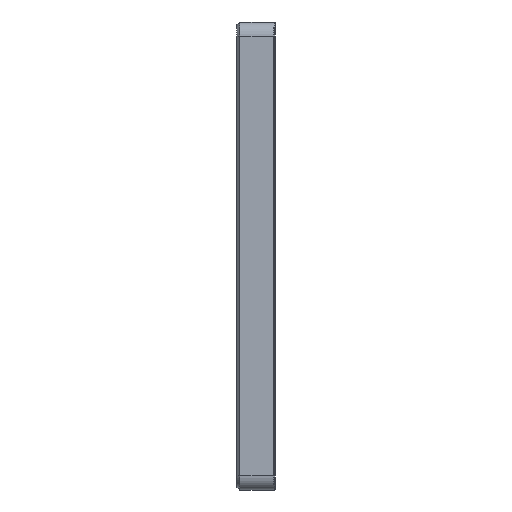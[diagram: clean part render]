
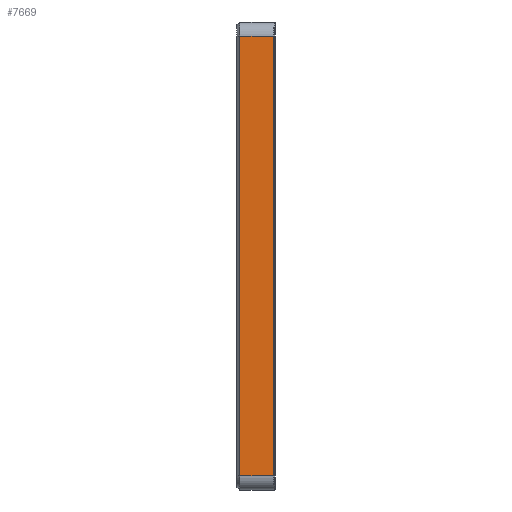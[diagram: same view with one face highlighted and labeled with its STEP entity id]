
A CAD part, left-side view. The second image highlights one B-rep face of the part: STEP entity #7669.
In plain terms, the highlighted planar face has unit normal (-1, 0, 0).
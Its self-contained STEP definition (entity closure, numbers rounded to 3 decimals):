
#91=PLANE('',#8208);
#444=FACE_OUTER_BOUND('',#936,.T.);
#936=EDGE_LOOP('',(#5307,#5308,#5309,#5310));
#1459=LINE('',#11721,#2176);
#1477=LINE('',#11800,#2194);
#1478=LINE('',#11803,#2195);
#1479=LINE('',#11804,#2196);
#2176=VECTOR('',#9168,1.);
#2194=VECTOR('',#9254,1.);
#2195=VECTOR('',#9257,1.);
#2196=VECTOR('',#9258,1.);
#3342=VERTEX_POINT('',#11714);
#3344=VERTEX_POINT('',#11720);
#3371=VERTEX_POINT('',#11798);
#3372=VERTEX_POINT('',#11802);
#4061=EDGE_CURVE('',#3342,#3344,#1459,.T.);
#4097=EDGE_CURVE('',#3371,#3342,#1477,.T.);
#4098=EDGE_CURVE('',#3372,#3371,#1478,.T.);
#4099=EDGE_CURVE('',#3344,#3372,#1479,.T.);
#5307=ORIENTED_EDGE('',*,*,#4061,.F.);
#5308=ORIENTED_EDGE('',*,*,#4097,.F.);
#5309=ORIENTED_EDGE('',*,*,#4098,.F.);
#5310=ORIENTED_EDGE('',*,*,#4099,.F.);
#7669=ADVANCED_FACE('',(#444),#91,.T.);
#8208=AXIS2_PLACEMENT_3D('',#11801,#9255,#9256);
#9168=DIRECTION('',(0.,0.,-1.));
#9254=DIRECTION('',(0.,-1.,0.));
#9255=DIRECTION('center_axis',(-1.,0.,0.));
#9256=DIRECTION('ref_axis',(0.,1.,0.));
#9257=DIRECTION('',(0.,0.,1.));
#9258=DIRECTION('',(0.,1.,0.));
#11714=CARTESIAN_POINT('',(-16.763,-5.3,120.775));
#11720=CARTESIAN_POINT('',(-16.763,-5.3,-34.225));
#11721=CARTESIAN_POINT('',(-16.763,-5.3,43.275));
#11798=CARTESIAN_POINT('',(-16.763,7.,120.775));
#11800=CARTESIAN_POINT('',(-16.763,0.,120.775));
#11801=CARTESIAN_POINT('Origin',(-16.763,0.,43.275));
#11802=CARTESIAN_POINT('',(-16.763,7.,-34.225));
#11803=CARTESIAN_POINT('',(-16.763,7.,43.275));
#11804=CARTESIAN_POINT('',(-16.763,0.,-34.225));
